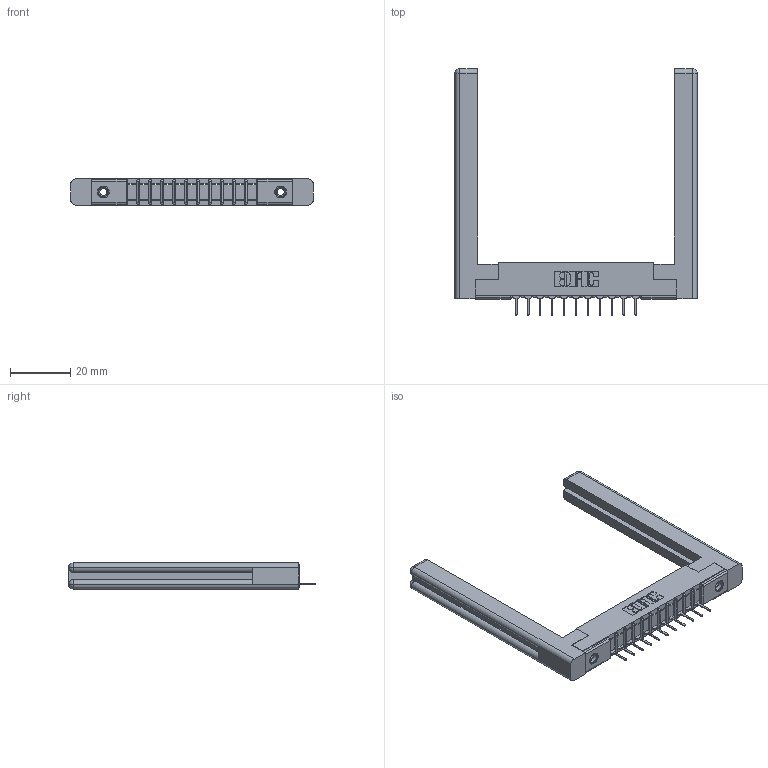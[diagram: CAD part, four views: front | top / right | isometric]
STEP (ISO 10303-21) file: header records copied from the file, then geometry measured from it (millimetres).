
FILE_DESCRIPTION (( 'STEP AP203' ), '1' );
FILE_NAME ('307-011-431-158.STEP', '2020-09-25T09:15:01', ( '' ), ( '' ), 'SwSTEP 2.0', 'SolidWorks 2020', '' );
FILE_SCHEMA (( 'CONFIG_CONTROL_DESIGN' ));
Length unit declared in the file: inch
Products named in the file (5): 307-220-058; 345-250-001_345-250-001-102; 307-290-001_531; 307-011-431-158; 307 Part_.156 Dia Mounting Holes
Assembly tree (16 placements, depth 2):
  307-011-431-158
    307 Part_.156 Dia Mounting Holes
    307-290-001_531  x11
    307-220-058  x2
    345-250-001_345-250-001-102  x2
Bounding box: 80.21 x 81.74 x 8.71 mm (x, y, z)
Volume: 12789.2 mm3; surface area: 12671.7 mm2
Topology: 16 solids, 16 shells, 888 faces, 2459 edges, 1578 vertices
Faces by surface type: plane 561, cylinder 279, sphere 24, torus 12, cone 12
Entity records: 15853 total; most frequent: CARTESIAN_POINT 2667, ORIENTED_EDGE 2592, DIRECTION 2572, EDGE_CURVE 1296, VECTOR 978, LINE 978, VERTEX_POINT 838, AXIS2_PLACEMENT_3D 797
